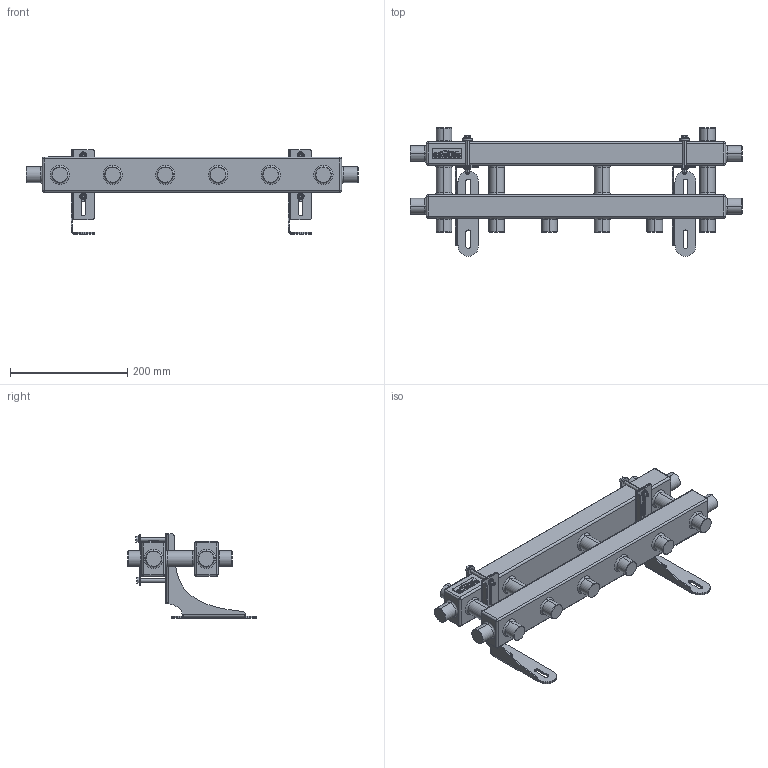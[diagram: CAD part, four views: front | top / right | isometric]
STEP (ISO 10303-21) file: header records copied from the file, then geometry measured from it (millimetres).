
FILE_DESCRIPTION (( 'STEP AP214' ), '1' );
FILE_NAME ('MK-40-4D.17+K.UF.04.STEP', '2017-02-07T09:36:41', ( '' ), ( '' ), 'SwSTEP 2.0', 'SolidWorks 2015', '' );
FILE_SCHEMA (( 'AUTOMOTIVE_DESIGN' ));
Length unit declared in the file: millimetre
Products named in the file (11): K.UF.04.03 Ïðîêëàäêà íà ïîëêó_-; Êîïèÿ Áîëò ñ øåñòèãðàííîé ãîëîâêîé ÃÎÑÒ 7798-70^Êîïèÿ K.UF.04 Êðîíøòåéí â ñáîðå_MK-40-4D.17+K.UF.04_Œ6å60; MK-40-4D.17+K.UF.04; K.UF.04.02 Ïðîêëàäêà íà ñòåíó_-; Êîïèÿ K.UF.04 Êðîíøòåéí â ñáîðå^MK-40-4D.17+K.UF.04_60x40; K.UF.04.01 Îñíîâíîé ýëåìåíò; Êîïèÿ Øàéáà ïðóæèííàÿ ÃÎÑÒ 6402-70^Êîïèÿ K.UF.04 Êðîíøòåéí â ñáîðå_MK-40-4D.17+K.UF.04_Œ 6; Êîïèÿ Øàéáà ìåòðè÷åñêàÿ^Êîïèÿ K.UF.04 Êðîíøòåéí â ñáîðå_MK-40-4D.17+K.UF.04_Œ6; ����� K.UF.03.06 ������^����� K.UF.04 ��������� � �����_MK-40-4D.17+K.UF.04_2.��� ��䨫� 60x60; Êîïèÿ ÏÏ-LõW-R Ïðîêëàäêà ïðîáêîâàÿ^Êîïèÿ K.UF.04 Êðîíøòåéí â ñáîðå_MK-40-4D.17+K.UF.04_55å15-R2; MK-40-4D.17
Assembly tree (16 placements, depth 3):
  MK-40-4D.17+K.UF.04
    MK-40-4D.17
    Êîïèÿ K.UF.04 Êðîíøòåéí â ñáîðå^MK-40-4D.17+K.UF.04_60x40  x2
      K.UF.04.01 Îñíîâíîé ýëåìåíò
      K.UF.04.02 Ïðîêëàäêà íà ñòåíó_-
      K.UF.04.03 Ïðîêëàäêà íà ïîëêó_-
      ����� K.UF.03.06 ������^����� K.UF.04 ��������� � �����_MK-40-4D.17+K.UF.04_2.��� ��䨫� 60x60
      Êîïèÿ ÏÏ-LõW-R Ïðîêëàäêà ïðîáêîâàÿ^Êîïèÿ K.UF.04 Êðîíøòåéí â ñáîðå_MK-40-4D.17+K.UF.04_55å15-R2
      Êîïèÿ Áîëò ñ øåñòèãðàííîé ãîëîâêîé ÃÎÑÒ 7798-70^Êîïèÿ K.UF.04 Êðîíøòåéí â ñáîðå_MK-40-4D.17+K.UF.04_Œ6å60
      Êîïèÿ Øàéáà ìåòðè÷åñêàÿ^Êîïèÿ K.UF.04 Êðîíøòåéí â ñáîðå_MK-40-4D.17+K.UF.04_Œ6
      Êîïèÿ Øàéáà ïðóæèííàÿ ÃÎÑÒ 6402-70^Êîïèÿ K.UF.04 Êðîíøòåéí â ñáîðå_MK-40-4D.17+K.UF.04_Œ 6
Bounding box: 567 x 219 x 144.94 mm (x, y, z)
Volume: 2836171 mm3; surface area: 354416.4 mm2
Topology: 27 solids, 27 shells, 1114 faces, 2902 edges, 1868 vertices
Faces by surface type: plane 380, bspline 372, cylinder 250, torus 64, cone 32, sphere 16
Entity records: 29372 total; most frequent: CARTESIAN_POINT 9642, ORIENTED_EDGE 4478, DIRECTION 2902, EDGE_CURVE 2239, VERTEX_POINT 1448, VECTOR 1114, LINE 1114, EDGE_LOOP 915
